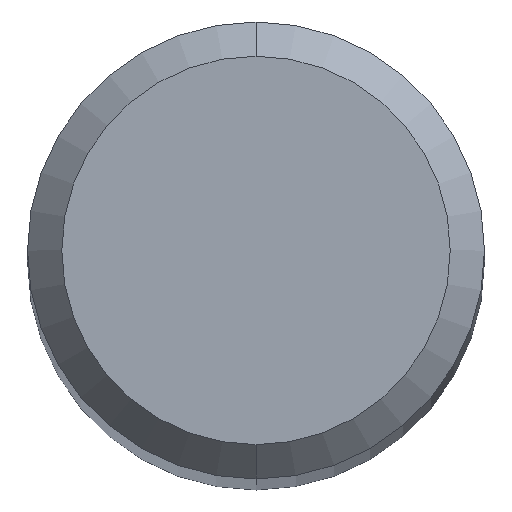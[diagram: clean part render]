
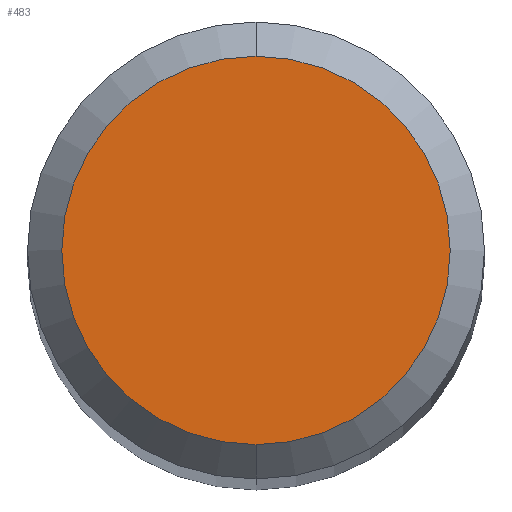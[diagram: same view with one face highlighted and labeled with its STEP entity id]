
A CAD part, top view. The second image highlights one B-rep face of the part: STEP entity #483.
In plain terms, the highlighted planar face has unit normal (0, 0, 1).
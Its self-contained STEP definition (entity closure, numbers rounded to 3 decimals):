
#483=ADVANCED_FACE('',(#1090),#1091,.T.);
#497=VERTEX_POINT('',#1106);
#583=EDGE_CURVE('',#497,#809,#1202,.T.);
#685=EDGE_CURVE('',#809,#497,#1310,.T.);
#809=VERTEX_POINT('',#1450);
#1090=FACE_OUTER_BOUND('',#2815,.T.);
#1091=PLANE('',#2816);
#1106=CARTESIAN_POINT('',(0.,-1.7,0.0));
#1202=CIRCLE('',#3763,1.7);
#1310=CIRCLE('',#4612,1.7);
#1450=CARTESIAN_POINT('',(0.0,1.7,0.0));
#2815=EDGE_LOOP('',(#5981,#5982));
#2816=AXIS2_PLACEMENT_3D('',#5983,#5984,#5985);
#3763=AXIS2_PLACEMENT_3D('',#6119,#6120,#6121);
#4612=AXIS2_PLACEMENT_3D('',#6201,#6202,#6203);
#5981=ORIENTED_EDGE('',*,*,#685,.F.);
#5982=ORIENTED_EDGE('',*,*,#583,.F.);
#5983=CARTESIAN_POINT('',(0.0,0.85,0.0));
#5984=DIRECTION('',(-0.0,0.0,1.0));
#5985=DIRECTION('',(0.0,-1.0,0.0));
#6119=CARTESIAN_POINT('',(0.0,0.0,0.0));
#6120=DIRECTION('',(0.0,0.0,-1.0));
#6121=DIRECTION('',(0.0,1.0,0.0));
#6201=CARTESIAN_POINT('',(0.0,0.0,0.0));
#6202=DIRECTION('',(0.0,0.0,-1.0));
#6203=DIRECTION('',(0.0,1.0,0.0));
